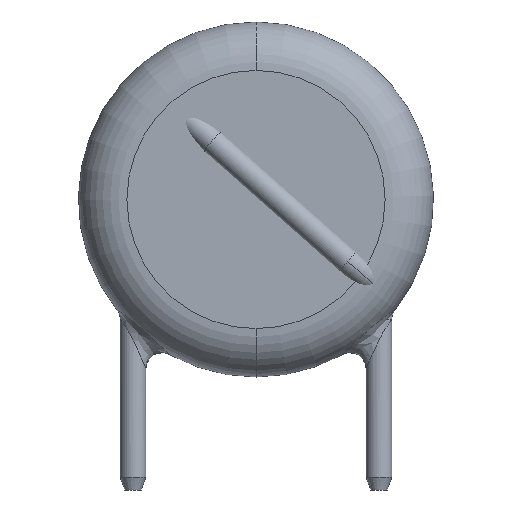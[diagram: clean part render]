
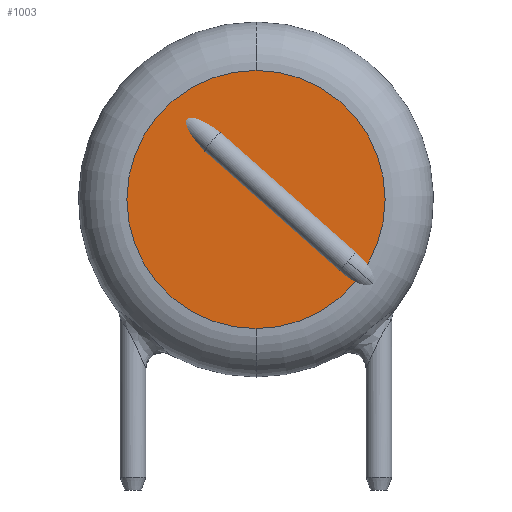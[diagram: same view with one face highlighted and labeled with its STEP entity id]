
A CAD part, front view. The second image highlights one B-rep face of the part: STEP entity #1003.
In plain terms, the highlighted planar face has unit normal (0, -1, 0).
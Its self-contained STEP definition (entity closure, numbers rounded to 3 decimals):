
#469 = DIRECTION ( 'NONE',  ( 0., -1., 0. ) ) ;
#470 = CARTESIAN_POINT ( 'NONE',  ( -3.81, -1.5, 6.5 ) ) ;
#471 = AXIS2_PLACEMENT_3D ( 'NONE', #470, #469, #522 ) ;
#476 = CIRCLE ( 'NONE', #471, 4. ) ;
#520 = CARTESIAN_POINT ( 'NONE',  ( -3.81, -1.5, 10.5 ) ) ;
#521 = CARTESIAN_POINT ( 'NONE',  ( -3.81, -1.5, 2.5 ) ) ;
#522 = DIRECTION ( 'NONE',  ( 0., 0., 1. ) ) ;
#1003 = ADVANCED_FACE ( 'NONE', ( #1569 ), #1550, .F. ) ;
#1004 = EDGE_LOOP ( 'NONE', ( #1005, #1007 ) ) ;
#1005 = ORIENTED_EDGE ( 'NONE', *, *, #1006, .T. ) ;
#1006 = EDGE_CURVE ( 'NONE', #1358, #1357, #1549, .T. ) ;
#1007 = ORIENTED_EDGE ( 'NONE', *, *, #1356, .T. ) ;
#1356 = EDGE_CURVE ( 'NONE', #1357, #1358, #476, .T. ) ;
#1357 = VERTEX_POINT ( 'NONE', #521 ) ;
#1358 = VERTEX_POINT ( 'NONE', #520 ) ;
#1540 = DIRECTION ( 'NONE',  ( 0., 0., 1. ) ) ;
#1541 = DIRECTION ( 'NONE',  ( 0., -1., 0. ) ) ;
#1542 = CARTESIAN_POINT ( 'NONE',  ( -3.81, -1.5, 6.5 ) ) ;
#1543 = AXIS2_PLACEMENT_3D ( 'NONE', #1542, #1541, #1540 ) ;
#1545 = DIRECTION ( 'NONE',  ( 0., 0., 1. ) ) ;
#1546 = DIRECTION ( 'NONE',  ( 0., 1., 0. ) ) ;
#1547 = CARTESIAN_POINT ( 'NONE',  ( -3.81, -1.5, 6.5 ) ) ;
#1548 = AXIS2_PLACEMENT_3D ( 'NONE', #1547, #1546, #1545 ) ;
#1549 = CIRCLE ( 'NONE', #1543, 4. ) ;
#1550 = PLANE ( 'NONE',  #1548 ) ;
#1569 = FACE_OUTER_BOUND ( 'NONE', #1004, .T. ) ;
